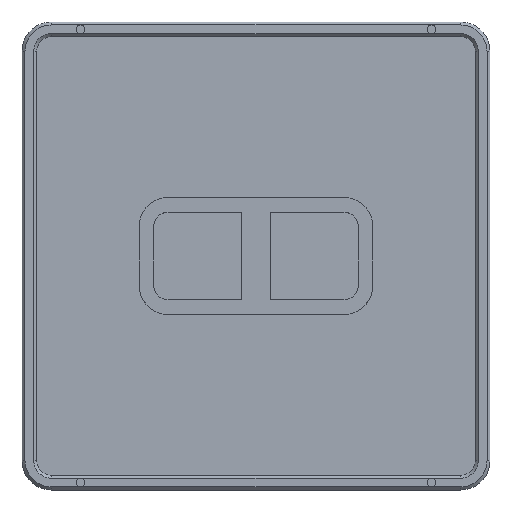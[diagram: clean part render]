
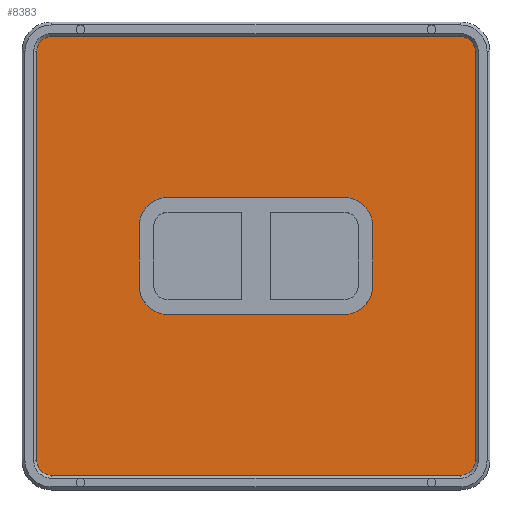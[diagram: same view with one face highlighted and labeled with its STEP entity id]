
A CAD part, top view. The second image highlights one B-rep face of the part: STEP entity #8383.
In plain terms, the highlighted planar face has unit normal (0, 0, 1).
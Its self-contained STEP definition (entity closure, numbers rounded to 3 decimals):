
#1039=(
BOUNDED_CURVE()
B_SPLINE_CURVE(2,(#10280,#10281,#10282),.UNSPECIFIED.,.F.,.F.)
B_SPLINE_CURVE_WITH_KNOTS((3,3),(0.311,0.314),
 .UNSPECIFIED.)
CURVE()
GEOMETRIC_REPRESENTATION_ITEM()
RATIONAL_B_SPLINE_CURVE((1.,1.,1.))
REPRESENTATION_ITEM('')
);
#1040=(
BOUNDED_CURVE()
B_SPLINE_CURVE(2,(#10305,#10306,#10307),.UNSPECIFIED.,.F.,.F.)
B_SPLINE_CURVE_WITH_KNOTS((3,3),(0.,0.002),
 .UNSPECIFIED.)
CURVE()
GEOMETRIC_REPRESENTATION_ITEM()
RATIONAL_B_SPLINE_CURVE((1.,1.,1.))
REPRESENTATION_ITEM('')
);
#1045=FACE_BOUND('',#1678,.T.);
#1079=PLANE('',#8897);
#1191=FACE_OUTER_BOUND('',#1677,.T.);
#1677=EDGE_LOOP('',(#5758,#5759,#5760,#5761,#5762,#5763,#5764,#5765,#5766,
#5767,#5768,#5769,#5770,#5771));
#1678=EDGE_LOOP('',(#5772,#5773,#5774,#5775,#5776,#5777,#5778,#5779));
#2181=LINE('',#10224,#2770);
#2192=LINE('',#10253,#2781);
#2196=LINE('',#10264,#2785);
#2200=LINE('',#10274,#2789);
#2201=LINE('',#10278,#2790);
#2202=LINE('',#10284,#2791);
#2203=LINE('',#10286,#2792);
#2204=LINE('',#10290,#2793);
#2205=LINE('',#10294,#2794);
#2206=LINE('',#10298,#2795);
#2207=LINE('',#10302,#2796);
#2208=LINE('',#10304,#2797);
#2770=VECTOR('',#9160,10.);
#2781=VECTOR('',#9185,10.);
#2785=VECTOR('',#9199,10.);
#2789=VECTOR('',#9215,10.);
#2790=VECTOR('',#9218,10.);
#2791=VECTOR('',#9219,10.);
#2792=VECTOR('',#9220,10.);
#2793=VECTOR('',#9223,10.);
#2794=VECTOR('',#9226,10.);
#2795=VECTOR('',#9229,10.);
#2796=VECTOR('',#9232,10.);
#2797=VECTOR('',#9233,10.);
#3344=CIRCLE('',#8877,10.);
#3348=CIRCLE('',#8884,10.);
#3349=CIRCLE('',#8887,10.);
#3350=CIRCLE('',#8889,10.);
#3351=CIRCLE('',#8898,5.);
#3352=CIRCLE('',#8899,5.);
#3353=CIRCLE('',#8900,5.);
#3354=CIRCLE('',#8901,5.);
#3442=VERTEX_POINT('',#10214);
#3443=VERTEX_POINT('',#10216);
#3445=VERTEX_POINT('',#10222);
#3454=VERTEX_POINT('',#10246);
#3455=VERTEX_POINT('',#10248);
#3456=VERTEX_POINT('',#10252);
#3457=VERTEX_POINT('',#10256);
#3458=VERTEX_POINT('',#10260);
#3459=VERTEX_POINT('',#10276);
#3460=VERTEX_POINT('',#10277);
#3461=VERTEX_POINT('',#10279);
#3462=VERTEX_POINT('',#10283);
#3463=VERTEX_POINT('',#10285);
#3464=VERTEX_POINT('',#10287);
#3465=VERTEX_POINT('',#10289);
#3466=VERTEX_POINT('',#10291);
#3467=VERTEX_POINT('',#10293);
#3468=VERTEX_POINT('',#10295);
#3469=VERTEX_POINT('',#10297);
#3470=VERTEX_POINT('',#10299);
#3471=VERTEX_POINT('',#10301);
#3472=VERTEX_POINT('',#10303);
#4331=EDGE_CURVE('',#3442,#3443,#3344,.F.);
#4335=EDGE_CURVE('',#3442,#3445,#2181,.T.);
#4348=EDGE_CURVE('',#3454,#3455,#3348,.F.);
#4350=EDGE_CURVE('',#3456,#3455,#2192,.T.);
#4353=EDGE_CURVE('',#3457,#3445,#3349,.F.);
#4354=EDGE_CURVE('',#3456,#3458,#3350,.F.);
#4356=EDGE_CURVE('',#3457,#3458,#2196,.T.);
#4360=EDGE_CURVE('',#3454,#3443,#2200,.T.);
#4361=EDGE_CURVE('',#3459,#3460,#2201,.T.);
#4362=EDGE_CURVE('',#3461,#3459,#1039,.F.);
#4363=EDGE_CURVE('',#3462,#3461,#2202,.T.);
#4364=EDGE_CURVE('',#3463,#3462,#2203,.T.);
#4365=EDGE_CURVE('',#3463,#3464,#3351,.T.);
#4366=EDGE_CURVE('',#3465,#3464,#2204,.T.);
#4367=EDGE_CURVE('',#3465,#3466,#3352,.T.);
#4368=EDGE_CURVE('',#3467,#3466,#2205,.T.);
#4369=EDGE_CURVE('',#3467,#3468,#3353,.T.);
#4370=EDGE_CURVE('',#3469,#3468,#2206,.T.);
#4371=EDGE_CURVE('',#3469,#3470,#3354,.T.);
#4372=EDGE_CURVE('',#3471,#3470,#2207,.T.);
#4373=EDGE_CURVE('',#3471,#3472,#2208,.T.);
#4374=EDGE_CURVE('',#3460,#3472,#1040,.F.);
#5758=ORIENTED_EDGE('',*,*,#4361,.F.);
#5759=ORIENTED_EDGE('',*,*,#4362,.F.);
#5760=ORIENTED_EDGE('',*,*,#4363,.F.);
#5761=ORIENTED_EDGE('',*,*,#4364,.F.);
#5762=ORIENTED_EDGE('',*,*,#4365,.T.);
#5763=ORIENTED_EDGE('',*,*,#4366,.F.);
#5764=ORIENTED_EDGE('',*,*,#4367,.T.);
#5765=ORIENTED_EDGE('',*,*,#4368,.F.);
#5766=ORIENTED_EDGE('',*,*,#4369,.T.);
#5767=ORIENTED_EDGE('',*,*,#4370,.F.);
#5768=ORIENTED_EDGE('',*,*,#4371,.T.);
#5769=ORIENTED_EDGE('',*,*,#4372,.F.);
#5770=ORIENTED_EDGE('',*,*,#4373,.T.);
#5771=ORIENTED_EDGE('',*,*,#4374,.F.);
#5772=ORIENTED_EDGE('',*,*,#4350,.T.);
#5773=ORIENTED_EDGE('',*,*,#4348,.F.);
#5774=ORIENTED_EDGE('',*,*,#4360,.T.);
#5775=ORIENTED_EDGE('',*,*,#4331,.F.);
#5776=ORIENTED_EDGE('',*,*,#4335,.T.);
#5777=ORIENTED_EDGE('',*,*,#4353,.F.);
#5778=ORIENTED_EDGE('',*,*,#4356,.T.);
#5779=ORIENTED_EDGE('',*,*,#4354,.F.);
#8383=ADVANCED_FACE('',(#1191,#1045),#1079,.F.);
#8877=AXIS2_PLACEMENT_3D('',#10217,#9153,#9154);
#8884=AXIS2_PLACEMENT_3D('',#10249,#9180,#9181);
#8887=AXIS2_PLACEMENT_3D('',#10258,#9190,#9191);
#8889=AXIS2_PLACEMENT_3D('',#10261,#9194,#9195);
#8897=AXIS2_PLACEMENT_3D('',#10275,#9216,#9217);
#8898=AXIS2_PLACEMENT_3D('',#10288,#9221,#9222);
#8899=AXIS2_PLACEMENT_3D('',#10292,#9224,#9225);
#8900=AXIS2_PLACEMENT_3D('',#10296,#9227,#9228);
#8901=AXIS2_PLACEMENT_3D('',#10300,#9230,#9231);
#9153=DIRECTION('center_axis',(0.,0.,-1.));
#9154=DIRECTION('ref_axis',(0.707,0.707,0.));
#9160=DIRECTION('',(0.,-1.,0.));
#9180=DIRECTION('center_axis',(0.,0.,-1.));
#9181=DIRECTION('ref_axis',(-0.707,0.707,0.));
#9185=DIRECTION('',(0.,1.,0.));
#9190=DIRECTION('center_axis',(0.,0.,-1.));
#9191=DIRECTION('ref_axis',(0.707,-0.707,0.));
#9194=DIRECTION('center_axis',(0.,0.,-1.));
#9195=DIRECTION('ref_axis',(-0.707,-0.707,0.));
#9199=DIRECTION('',(-1.,0.,0.));
#9215=DIRECTION('',(1.,0.,0.));
#9216=DIRECTION('center_axis',(0.,0.,-1.));
#9217=DIRECTION('ref_axis',(-1.,0.,0.));
#9218=DIRECTION('',(0.,1.,0.));
#9219=DIRECTION('',(-1.,0.,0.));
#9220=DIRECTION('',(0.,1.,0.));
#9221=DIRECTION('center_axis',(0.,0.,1.));
#9222=DIRECTION('ref_axis',(-0.707,-0.707,0.));
#9223=DIRECTION('',(-1.,0.,0.));
#9224=DIRECTION('center_axis',(0.,0.,1.));
#9225=DIRECTION('ref_axis',(0.707,-0.707,0.));
#9226=DIRECTION('',(0.,-1.,0.));
#9227=DIRECTION('center_axis',(0.,0.,1.));
#9228=DIRECTION('ref_axis',(0.707,0.707,0.));
#9229=DIRECTION('',(1.,0.,0.));
#9230=DIRECTION('center_axis',(0.,0.,1.));
#9231=DIRECTION('ref_axis',(-0.707,0.707,0.));
#9232=DIRECTION('',(0.,1.,0.));
#9233=DIRECTION('',(-1.,0.,0.));
#10214=CARTESIAN_POINT('',(-90.,-110.,5.));
#10216=CARTESIAN_POINT('',(-100.,-100.,5.));
#10217=CARTESIAN_POINT('Origin',(-100.,-110.,5.));
#10222=CARTESIAN_POINT('',(-90.,-130.,5.));
#10224=CARTESIAN_POINT('',(-90.,-110.,5.));
#10246=CARTESIAN_POINT('',(-160.,-100.,5.));
#10248=CARTESIAN_POINT('',(-170.,-110.,5.));
#10249=CARTESIAN_POINT('Origin',(-160.,-110.,5.));
#10252=CARTESIAN_POINT('',(-170.,-130.,5.));
#10253=CARTESIAN_POINT('',(-170.,-130.,5.));
#10256=CARTESIAN_POINT('',(-100.,-140.,5.));
#10258=CARTESIAN_POINT('Origin',(-100.,-130.,5.));
#10260=CARTESIAN_POINT('',(-160.,-140.,5.));
#10261=CARTESIAN_POINT('Origin',(-160.,-130.,5.));
#10264=CARTESIAN_POINT('',(-110.,-140.,5.));
#10274=CARTESIAN_POINT('',(-150.,-100.,5.));
#10275=CARTESIAN_POINT('Origin',(-130.,-120.,5.));
#10276=CARTESIAN_POINT('',(-206.26,-107.012,5.));
#10277=CARTESIAN_POINT('',(-206.26,-88.988,5.));
#10278=CARTESIAN_POINT('',(-206.26,-80.,5.));
#10279=CARTESIAN_POINT('',(-206.245,-107.,5.));
#10280=CARTESIAN_POINT('Ctrl Pts',(-206.26,-107.012,5.));
#10281=CARTESIAN_POINT('Ctrl Pts',(-206.253,-107.006,
5.));
#10282=CARTESIAN_POINT('Ctrl Pts',(-206.245,-107.,
5.));
#10283=CARTESIAN_POINT('',(-205.,-107.,5.));
#10284=CARTESIAN_POINT('',(-205.,-107.,5.));
#10285=CARTESIAN_POINT('',(-205.,-190.,5.));
#10286=CARTESIAN_POINT('',(-205.,-195.,5.));
#10287=CARTESIAN_POINT('',(-200.,-195.,5.));
#10288=CARTESIAN_POINT('Origin',(-200.,-190.,5.));
#10289=CARTESIAN_POINT('',(-60.,-195.,5.));
#10290=CARTESIAN_POINT('',(-55.,-195.,5.));
#10291=CARTESIAN_POINT('',(-55.,-190.,5.));
#10292=CARTESIAN_POINT('Origin',(-60.,-190.,5.));
#10293=CARTESIAN_POINT('',(-55.,-50.,5.));
#10294=CARTESIAN_POINT('',(-55.,-45.,5.));
#10295=CARTESIAN_POINT('',(-60.,-45.,5.));
#10296=CARTESIAN_POINT('Origin',(-60.,-50.,5.));
#10297=CARTESIAN_POINT('',(-200.,-45.,5.));
#10298=CARTESIAN_POINT('',(-205.,-45.,5.));
#10299=CARTESIAN_POINT('',(-205.,-50.,5.));
#10300=CARTESIAN_POINT('Origin',(-200.,-50.,5.));
#10301=CARTESIAN_POINT('',(-205.,-89.,5.));
#10302=CARTESIAN_POINT('',(-205.,-195.,5.));
#10303=CARTESIAN_POINT('',(-206.245,-89.,5.));
#10304=CARTESIAN_POINT('',(-205.,-89.,5.));
#10305=CARTESIAN_POINT('Ctrl Pts',(-206.245,-89.,
5.));
#10306=CARTESIAN_POINT('Ctrl Pts',(-206.253,-88.994,
5.));
#10307=CARTESIAN_POINT('Ctrl Pts',(-206.26,-88.988,5.));
